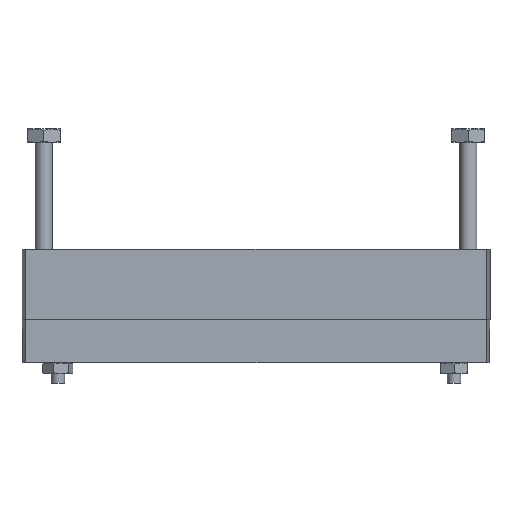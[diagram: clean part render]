
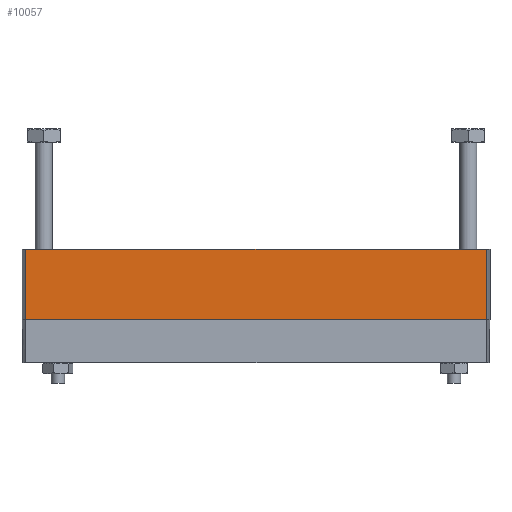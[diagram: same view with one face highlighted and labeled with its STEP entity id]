
A CAD part, front view. The second image highlights one B-rep face of the part: STEP entity #10057.
In plain terms, the highlighted planar face has unit normal (0, -1, 0).
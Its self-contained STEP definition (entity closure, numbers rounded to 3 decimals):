
#151 = VECTOR ( 'NONE', #1989, 1000. ) ;
#154 = ORIENTED_EDGE ( 'NONE', *, *, #7306, .F. ) ;
#837 = EDGE_CURVE ( 'NONE', #1942, #12015, #13132, .T. ) ;
#1412 = DIRECTION ( 'NONE',  ( 0., -1., 0. ) ) ;
#1848 = LINE ( 'NONE', #7853, #8903 ) ;
#1942 = VERTEX_POINT ( 'NONE', #2910 ) ;
#1989 = DIRECTION ( 'NONE',  ( 0., 0., 1. ) ) ;
#2910 = CARTESIAN_POINT ( 'NONE',  ( -34.437, -6.25, -10.5 ) ) ;
#3309 = CARTESIAN_POINT ( 'NONE',  ( 34.437, -6.25, 0. ) ) ;
#3864 = ORIENTED_EDGE ( 'NONE', *, *, #837, .F. ) ;
#5241 = AXIS2_PLACEMENT_3D ( 'NONE', #14902, #1412, #11950 ) ;
#5927 = VECTOR ( 'NONE', #13854, 1000. ) ;
#6320 = CARTESIAN_POINT ( 'NONE',  ( 34.437, -6.25, 0. ) ) ;
#7306 = EDGE_CURVE ( 'NONE', #12015, #12438, #15331, .T. ) ;
#7480 = FACE_OUTER_BOUND ( 'NONE', #16139, .T. ) ;
#7831 = DIRECTION ( 'NONE',  ( 1., 0., 0. ) ) ;
#7853 = CARTESIAN_POINT ( 'NONE',  ( 34.437, -6.25, -10.5 ) ) ;
#8408 = VECTOR ( 'NONE', #7831, 1000. ) ;
#8903 = VECTOR ( 'NONE', #13859, 1000. ) ;
#9244 = ORIENTED_EDGE ( 'NONE', *, *, #14662, .T. ) ;
#9921 = ORIENTED_EDGE ( 'NONE', *, *, #15233, .T. ) ;
#10057 = ADVANCED_FACE ( 'NONE', ( #7480 ), #10453, .T. ) ;
#10453 = PLANE ( 'NONE',  #5241 ) ;
#10648 = CARTESIAN_POINT ( 'NONE',  ( 34.437, -6.25, -10.5 ) ) ;
#11950 = DIRECTION ( 'NONE',  ( 1., 0., 0. ) ) ;
#12015 = VERTEX_POINT ( 'NONE', #17331 ) ;
#12340 = CARTESIAN_POINT ( 'NONE',  ( 34.437, -6.25, -10.5 ) ) ;
#12438 = VERTEX_POINT ( 'NONE', #6320 ) ;
#13132 = LINE ( 'NONE', #14614, #151 ) ;
#13854 = DIRECTION ( 'NONE',  ( 1., 0., 0. ) ) ;
#13859 = DIRECTION ( 'NONE',  ( 0., 0., 1. ) ) ;
#14614 = CARTESIAN_POINT ( 'NONE',  ( -34.437, -6.25, -10.5 ) ) ;
#14662 = EDGE_CURVE ( 'NONE', #16723, #12438, #1848, .T. ) ;
#14902 = CARTESIAN_POINT ( 'NONE',  ( 34.437, -6.25, -10.5 ) ) ;
#15233 = EDGE_CURVE ( 'NONE', #1942, #16723, #15931, .T. ) ;
#15331 = LINE ( 'NONE', #3309, #5927 ) ;
#15931 = LINE ( 'NONE', #12340, #8408 ) ;
#16139 = EDGE_LOOP ( 'NONE', ( #154, #3864, #9921, #9244 ) ) ;
#16723 = VERTEX_POINT ( 'NONE', #10648 ) ;
#17331 = CARTESIAN_POINT ( 'NONE',  ( -34.437, -6.25, 0. ) ) ;
